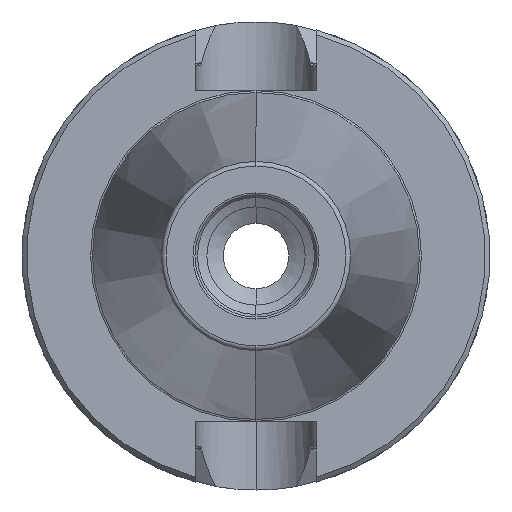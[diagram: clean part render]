
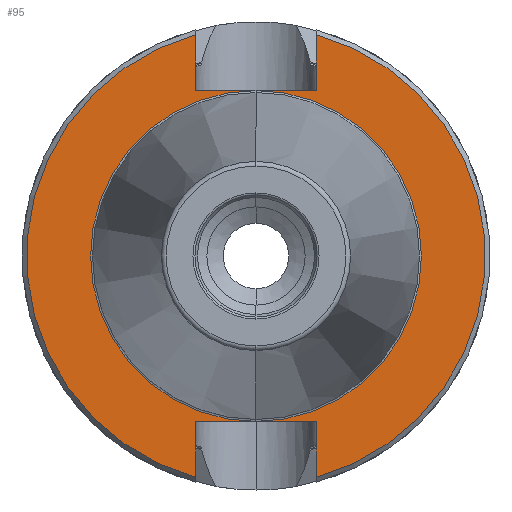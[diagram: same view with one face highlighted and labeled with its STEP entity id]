
A CAD part, left-side view. The second image highlights one B-rep face of the part: STEP entity #95.
In plain terms, the highlighted planar face has unit normal (-1, 0, 0).
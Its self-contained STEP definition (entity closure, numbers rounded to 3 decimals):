
#57 = EDGE_CURVE ( 'NONE', #3389, #157, #1536, .T. ) ;
#62 = ORIENTED_EDGE ( 'NONE', *, *, #426, .T. ) ;
#95 = ADVANCED_FACE ( 'NONE', ( #1693, #1777 ), #1496, .F. ) ;
#157 = VERTEX_POINT ( 'NONE', #1053 ) ;
#229 = VECTOR ( 'NONE', #2876, 1000. ) ;
#426 = EDGE_CURVE ( 'NONE', #2592, #1081, #3124, .T. ) ;
#452 = CARTESIAN_POINT ( 'NONE',  ( 104.8, 0., -35.35 ) ) ;
#525 = LINE ( 'NONE', #904, #229 ) ;
#529 = DIRECTION ( 'NONE',  ( 0., 0., 1. ) ) ;
#678 = CIRCLE ( 'NONE', #2141, 49. ) ;
#693 = VERTEX_POINT ( 'NONE', #2734 ) ;
#706 = VECTOR ( 'NONE', #2490, 1000. ) ;
#715 = CARTESIAN_POINT ( 'NONE',  ( 104.8, -12.85, 0. ) ) ;
#887 = DIRECTION ( 'NONE',  ( 0., -1., 0. ) ) ;
#904 = CARTESIAN_POINT ( 'NONE',  ( 104.8, 12.85, -35.4 ) ) ;
#946 = AXIS2_PLACEMENT_3D ( 'NONE', #1467, #1310, #1294 ) ;
#965 = LINE ( 'NONE', #2545, #706 ) ;
#1018 = VECTOR ( 'NONE', #529, 1000. ) ;
#1053 = CARTESIAN_POINT ( 'NONE',  ( 104.8, 12.85, 35.4 ) ) ;
#1071 = VECTOR ( 'NONE', #887, 1000. ) ;
#1081 = VERTEX_POINT ( 'NONE', #2780 ) ;
#1183 = DIRECTION ( 'NONE',  ( 0., 0., -1. ) ) ;
#1204 = DIRECTION ( 'NONE',  ( -1., 0., 0. ) ) ;
#1246 = CARTESIAN_POINT ( 'NONE',  ( 104.8, 0., 0. ) ) ;
#1294 = DIRECTION ( 'NONE',  ( 0., 0., -1. ) ) ;
#1310 = DIRECTION ( 'NONE',  ( 1., 0., 0. ) ) ;
#1342 = ORIENTED_EDGE ( 'NONE', *, *, #1524, .T. ) ;
#1349 = EDGE_LOOP ( 'NONE', ( #3503, #3666 ) ) ;
#1383 = AXIS2_PLACEMENT_3D ( 'NONE', #1246, #1204, #1183 ) ;
#1393 = AXIS2_PLACEMENT_3D ( 'NONE', #1672, #1642, #1611 ) ;
#1394 = VERTEX_POINT ( 'NONE', #2536 ) ;
#1403 = EDGE_CURVE ( 'NONE', #693, #4103, #965, .T. ) ;
#1467 = CARTESIAN_POINT ( 'NONE',  ( 104.8, 35.35, 0. ) ) ;
#1496 = PLANE ( 'NONE',  #946 ) ;
#1524 = EDGE_CURVE ( 'NONE', #1081, #1394, #4089, .T. ) ;
#1536 = LINE ( 'NONE', #2255, #1590 ) ;
#1590 = VECTOR ( 'NONE', #2229, 1000. ) ;
#1597 = ORIENTED_EDGE ( 'NONE', *, *, #3285, .F. ) ;
#1611 = DIRECTION ( 'NONE',  ( 0., 0., 1. ) ) ;
#1614 = DIRECTION ( 'NONE',  ( 0., 0., -1. ) ) ;
#1630 = DIRECTION ( 'NONE',  ( -1., 0., 0. ) ) ;
#1642 = DIRECTION ( 'NONE',  ( -1., 0., 0. ) ) ;
#1672 = CARTESIAN_POINT ( 'NONE',  ( 104.8, 0., 0. ) ) ;
#1689 = DIRECTION ( 'NONE',  ( 0., 0., -1. ) ) ;
#1693 = FACE_OUTER_BOUND ( 'NONE', #1742, .T. ) ;
#1739 = CARTESIAN_POINT ( 'NONE',  ( 104.8, -12.85, 0. ) ) ;
#1742 = EDGE_LOOP ( 'NONE', ( #4118, #3022, #3703, #3929, #62, #1342, #1597, #1859 ) ) ;
#1777 = FACE_BOUND ( 'NONE', #1349, .T. ) ;
#1797 = CIRCLE ( 'NONE', #4001, 35.35 ) ;
#1841 = DIRECTION ( 'NONE',  ( 0., 0., 1. ) ) ;
#1848 = VERTEX_POINT ( 'NONE', #2634 ) ;
#1849 = LINE ( 'NONE', #3947, #1071 ) ;
#1859 = ORIENTED_EDGE ( 'NONE', *, *, #2516, .F. ) ;
#1862 = DIRECTION ( 'NONE',  ( -1., 0., 0. ) ) ;
#1873 = CARTESIAN_POINT ( 'NONE',  ( 104.8, 0., 0. ) ) ;
#1880 = CARTESIAN_POINT ( 'NONE',  ( 104.8, 0., 0. ) ) ;
#2091 = EDGE_CURVE ( 'NONE', #3747, #1848, #1797, .T. ) ;
#2141 = AXIS2_PLACEMENT_3D ( 'NONE', #1880, #1630, #1614 ) ;
#2229 = DIRECTION ( 'NONE',  ( 0., 0., -1. ) ) ;
#2247 = EDGE_CURVE ( 'NONE', #3389, #693, #678, .T. ) ;
#2255 = CARTESIAN_POINT ( 'NONE',  ( 104.8, 12.85, 0. ) ) ;
#2431 = EDGE_CURVE ( 'NONE', #1848, #3747, #3876, .T. ) ;
#2481 = CARTESIAN_POINT ( 'NONE',  ( 104.8, -12.85, -35.4 ) ) ;
#2490 = DIRECTION ( 'NONE',  ( 0., 0., 1. ) ) ;
#2516 = EDGE_CURVE ( 'NONE', #157, #3078, #1849, .T. ) ;
#2536 = CARTESIAN_POINT ( 'NONE',  ( 104.8, -12.85, 47.285 ) ) ;
#2545 = CARTESIAN_POINT ( 'NONE',  ( 104.8, 12.85, 0. ) ) ;
#2592 = VERTEX_POINT ( 'NONE', #2481 ) ;
#2634 = CARTESIAN_POINT ( 'NONE',  ( 104.8, 0., 35.35 ) ) ;
#2655 = CARTESIAN_POINT ( 'NONE',  ( 104.8, 12.85, -35.4 ) ) ;
#2734 = CARTESIAN_POINT ( 'NONE',  ( 104.8, 12.85, -47.285 ) ) ;
#2780 = CARTESIAN_POINT ( 'NONE',  ( 104.8, -12.85, -47.285 ) ) ;
#2876 = DIRECTION ( 'NONE',  ( 0., -1., 0. ) ) ;
#2884 = CARTESIAN_POINT ( 'NONE',  ( 104.8, 12.85, 47.285 ) ) ;
#3022 = ORIENTED_EDGE ( 'NONE', *, *, #2247, .T. ) ;
#3023 = VECTOR ( 'NONE', #1689, 1000. ) ;
#3078 = VERTEX_POINT ( 'NONE', #3145 ) ;
#3124 = LINE ( 'NONE', #1739, #3023 ) ;
#3145 = CARTESIAN_POINT ( 'NONE',  ( 104.8, -12.85, 35.4 ) ) ;
#3285 = EDGE_CURVE ( 'NONE', #3078, #1394, #3748, .T. ) ;
#3389 = VERTEX_POINT ( 'NONE', #2884 ) ;
#3503 = ORIENTED_EDGE ( 'NONE', *, *, #2431, .F. ) ;
#3666 = ORIENTED_EDGE ( 'NONE', *, *, #2091, .F. ) ;
#3703 = ORIENTED_EDGE ( 'NONE', *, *, #1403, .T. ) ;
#3747 = VERTEX_POINT ( 'NONE', #452 ) ;
#3748 = LINE ( 'NONE', #715, #1018 ) ;
#3876 = CIRCLE ( 'NONE', #1393, 35.35 ) ;
#3929 = ORIENTED_EDGE ( 'NONE', *, *, #3987, .T. ) ;
#3947 = CARTESIAN_POINT ( 'NONE',  ( 104.8, 12.85, 35.4 ) ) ;
#3987 = EDGE_CURVE ( 'NONE', #4103, #2592, #525, .T. ) ;
#4001 = AXIS2_PLACEMENT_3D ( 'NONE', #1873, #1862, #1841 ) ;
#4089 = CIRCLE ( 'NONE', #1383, 49. ) ;
#4103 = VERTEX_POINT ( 'NONE', #2655 ) ;
#4118 = ORIENTED_EDGE ( 'NONE', *, *, #57, .F. ) ;
